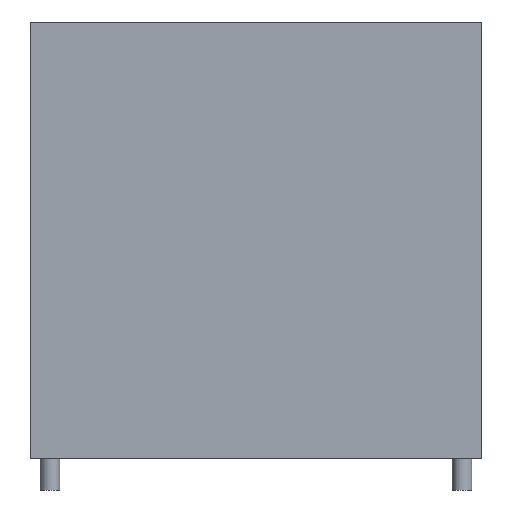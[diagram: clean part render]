
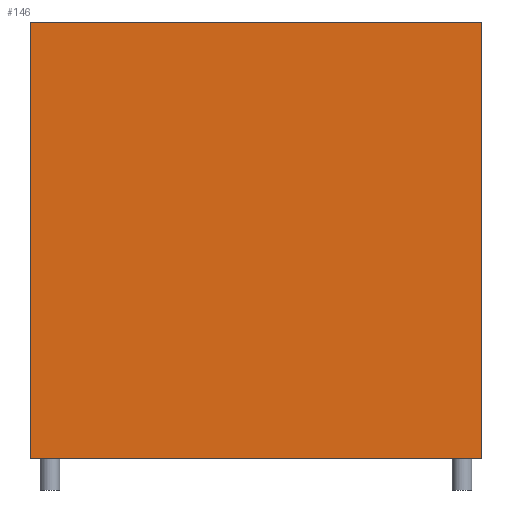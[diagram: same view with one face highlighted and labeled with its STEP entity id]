
A CAD part, front view. The second image highlights one B-rep face of the part: STEP entity #146.
In plain terms, the highlighted planar face has unit normal (0, -1, 0).
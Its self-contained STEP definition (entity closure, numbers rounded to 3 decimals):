
#74 = EDGE_CURVE('',#75,#77,#79,.T.);
#75 = VERTEX_POINT('',#76);
#76 = CARTESIAN_POINT('',(28.75,-17.4,0.));
#77 = VERTEX_POINT('',#78);
#78 = CARTESIAN_POINT('',(-28.75,-17.4,0.));
#79 = LINE('',#80,#81);
#80 = CARTESIAN_POINT('',(28.75,-17.4,0.));
#81 = VECTOR('',#82,1.);
#82 = DIRECTION('',(-1.,0.,0.));
#146 = ADVANCED_FACE('',(#147),#172,.F.);
#147 = FACE_BOUND('',#148,.F.);
#148 = EDGE_LOOP('',(#149,#157,#158,#166));
#149 = ORIENTED_EDGE('',*,*,#150,.F.);
#150 = EDGE_CURVE('',#75,#151,#153,.T.);
#151 = VERTEX_POINT('',#152);
#152 = CARTESIAN_POINT('',(28.75,-17.4,55.6));
#153 = LINE('',#154,#155);
#154 = CARTESIAN_POINT('',(28.75,-17.4,0.));
#155 = VECTOR('',#156,1.);
#156 = DIRECTION('',(0.,0.,1.));
#157 = ORIENTED_EDGE('',*,*,#74,.T.);
#158 = ORIENTED_EDGE('',*,*,#159,.T.);
#159 = EDGE_CURVE('',#77,#160,#162,.T.);
#160 = VERTEX_POINT('',#161);
#161 = CARTESIAN_POINT('',(-28.75,-17.4,55.6));
#162 = LINE('',#163,#164);
#163 = CARTESIAN_POINT('',(-28.75,-17.4,0.));
#164 = VECTOR('',#165,1.);
#165 = DIRECTION('',(0.,0.,1.));
#166 = ORIENTED_EDGE('',*,*,#167,.F.);
#167 = EDGE_CURVE('',#151,#160,#168,.T.);
#168 = LINE('',#169,#170);
#169 = CARTESIAN_POINT('',(28.75,-17.4,55.6));
#170 = VECTOR('',#171,1.);
#171 = DIRECTION('',(-1.,0.,0.));
#172 = PLANE('',#173);
#173 = AXIS2_PLACEMENT_3D('',#174,#175,#176);
#174 = CARTESIAN_POINT('',(28.75,-17.4,0.));
#175 = DIRECTION('',(0.,1.,0.));
#176 = DIRECTION('',(0.,0.,1.));
